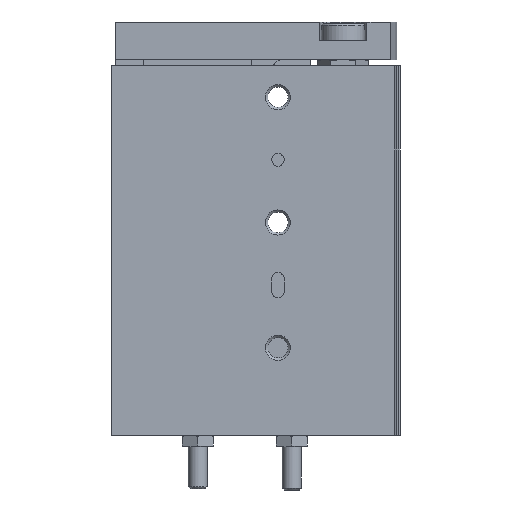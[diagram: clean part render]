
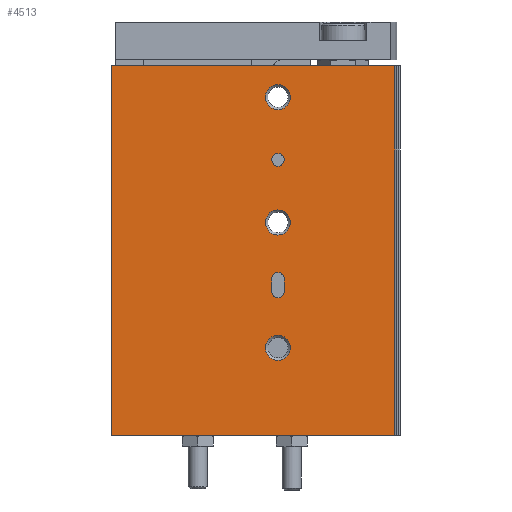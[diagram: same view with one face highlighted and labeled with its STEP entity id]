
A CAD part, front view. The second image highlights one B-rep face of the part: STEP entity #4513.
In plain terms, the highlighted planar face has unit normal (0, -1, 0).
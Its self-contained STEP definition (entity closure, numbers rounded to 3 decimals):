
#233=LINE('',#6913,#578);
#234=LINE('',#6917,#579);
#235=LINE('',#6922,#580);
#236=LINE('',#6933,#581);
#237=LINE('',#6935,#582);
#238=LINE('',#6937,#583);
#578=VECTOR('',#5489,1000.);
#579=VECTOR('',#5494,1000.);
#580=VECTOR('',#5497,1000.);
#581=VECTOR('',#5508,1000.);
#582=VECTOR('',#5509,1000.);
#583=VECTOR('',#5510,1000.);
#887=PLANE('',#4872);
#1141=ORIENTED_EDGE('',*,*,#2398,.F.);
#1142=ORIENTED_EDGE('',*,*,#2399,.F.);
#1143=ORIENTED_EDGE('',*,*,#2400,.F.);
#1144=ORIENTED_EDGE('',*,*,#2401,.F.);
#1145=ORIENTED_EDGE('',*,*,#2402,.F.);
#1146=ORIENTED_EDGE('',*,*,#2403,.F.);
#1147=ORIENTED_EDGE('',*,*,#2404,.F.);
#1148=ORIENTED_EDGE('',*,*,#2405,.F.);
#1149=ORIENTED_EDGE('',*,*,#2406,.T.);
#1150=ORIENTED_EDGE('',*,*,#2407,.F.);
#1151=ORIENTED_EDGE('',*,*,#2408,.F.);
#1152=ORIENTED_EDGE('',*,*,#2396,.T.);
#2396=EDGE_CURVE('',#3014,#3013,#233,.T.);
#2398=EDGE_CURVE('',#3015,#3016,#234,.T.);
#2399=EDGE_CURVE('',#3017,#3015,#3420,.F.);
#2400=EDGE_CURVE('',#3018,#3017,#235,.T.);
#2401=EDGE_CURVE('',#3016,#3018,#3421,.F.);
#2402=EDGE_CURVE('',#3019,#3019,#3422,.F.);
#2403=EDGE_CURVE('',#3020,#3020,#3423,.T.);
#2404=EDGE_CURVE('',#3021,#3021,#3424,.T.);
#2405=EDGE_CURVE('',#3022,#3022,#3425,.T.);
#2406=EDGE_CURVE('',#3013,#3023,#236,.T.);
#2407=EDGE_CURVE('',#3024,#3023,#237,.T.);
#2408=EDGE_CURVE('',#3014,#3024,#238,.T.);
#3013=VERTEX_POINT('',#6912);
#3014=VERTEX_POINT('',#6914);
#3015=VERTEX_POINT('',#6918);
#3016=VERTEX_POINT('',#6919);
#3017=VERTEX_POINT('',#6921);
#3018=VERTEX_POINT('',#6923);
#3019=VERTEX_POINT('',#6926);
#3020=VERTEX_POINT('',#6928);
#3021=VERTEX_POINT('',#6930);
#3022=VERTEX_POINT('',#6932);
#3023=VERTEX_POINT('',#6934);
#3024=VERTEX_POINT('',#6936);
#3420=CIRCLE('',#4873,1.);
#3421=CIRCLE('',#4874,1.);
#3422=CIRCLE('',#4875,1.);
#3423=CIRCLE('',#4876,2.);
#3424=CIRCLE('',#4877,2.);
#3425=CIRCLE('',#4878,2.);
#3625=EDGE_LOOP('',(#1141,#1142,#1143,#1144));
#3626=EDGE_LOOP('',(#1145));
#3627=EDGE_LOOP('',(#1146));
#3628=EDGE_LOOP('',(#1147));
#3629=EDGE_LOOP('',(#1148));
#3630=EDGE_LOOP('',(#1149,#1150,#1151,#1152));
#4034=FACE_BOUND('',#3625,.T.);
#4035=FACE_BOUND('',#3626,.T.);
#4036=FACE_BOUND('',#3627,.T.);
#4037=FACE_BOUND('',#3628,.T.);
#4038=FACE_BOUND('',#3629,.T.);
#4039=FACE_BOUND('',#3630,.T.);
#4513=ADVANCED_FACE('',(#4034,#4035,#4036,#4037,#4038,#4039),#887,.F.);
#4872=AXIS2_PLACEMENT_3D('',#6916,#5492,#5493);
#4873=AXIS2_PLACEMENT_3D('',#6920,#5495,#5496);
#4874=AXIS2_PLACEMENT_3D('',#6924,#5498,#5499);
#4875=AXIS2_PLACEMENT_3D('',#6925,#5500,#5501);
#4876=AXIS2_PLACEMENT_3D('',#6927,#5502,#5503);
#4877=AXIS2_PLACEMENT_3D('',#6929,#5504,#5505);
#4878=AXIS2_PLACEMENT_3D('',#6931,#5506,#5507);
#5489=DIRECTION('',(-1.,0.,0.));
#5492=DIRECTION('',(0.,1.,0.));
#5493=DIRECTION('',(0.,0.,1.));
#5494=DIRECTION('',(1.,0.,0.));
#5495=DIRECTION('',(0.,1.,0.));
#5496=DIRECTION('',(0.,0.,1.));
#5497=DIRECTION('',(-1.,0.,0.));
#5498=DIRECTION('',(0.,1.,0.));
#5499=DIRECTION('',(0.,0.,1.));
#5500=DIRECTION('',(0.,1.,0.));
#5501=DIRECTION('',(0.,0.,1.));
#5502=DIRECTION('',(0.,-1.,0.));
#5503=DIRECTION('',(0.,0.,-1.));
#5504=DIRECTION('',(0.,-1.,0.));
#5505=DIRECTION('',(0.,0.,-1.));
#5506=DIRECTION('',(0.,-1.,0.));
#5507=DIRECTION('',(0.,0.,-1.));
#5508=DIRECTION('',(0.,0.,-1.));
#5509=DIRECTION('',(-1.,0.,0.));
#5510=DIRECTION('',(0.,0.,-1.));
#6912=CARTESIAN_POINT('',(0.,0.,22.114));
#6913=CARTESIAN_POINT('',(59.,0.,22.114));
#6914=CARTESIAN_POINT('',(59.,0.,22.114));
#6916=CARTESIAN_POINT('',(59.,0.,22.114));
#6917=CARTESIAN_POINT('',(59.,0.,2.5));
#6918=CARTESIAN_POINT('',(34.,0.,2.5));
#6919=CARTESIAN_POINT('',(36.,0.,2.5));
#6920=CARTESIAN_POINT('',(34.,0.,3.5));
#6921=CARTESIAN_POINT('',(34.,0.,4.5));
#6922=CARTESIAN_POINT('',(59.,0.,4.5));
#6923=CARTESIAN_POINT('',(36.,0.,4.5));
#6924=CARTESIAN_POINT('',(36.,0.,3.5));
#6925=CARTESIAN_POINT('',(15.,0.,3.5));
#6926=CARTESIAN_POINT('',(15.,0.,4.5));
#6927=CARTESIAN_POINT('',(25.,0.,3.5));
#6928=CARTESIAN_POINT('',(25.,0.,1.5));
#6929=CARTESIAN_POINT('',(45.,0.,3.5));
#6930=CARTESIAN_POINT('',(45.,0.,1.5));
#6931=CARTESIAN_POINT('',(5.,0.,3.5));
#6932=CARTESIAN_POINT('',(5.,0.,1.5));
#6933=CARTESIAN_POINT('',(0.,0.,22.114));
#6934=CARTESIAN_POINT('',(0.,0.,-23.));
#6935=CARTESIAN_POINT('',(59.,0.,-23.));
#6936=CARTESIAN_POINT('',(59.,0.,-23.));
#6937=CARTESIAN_POINT('',(59.,0.,22.114));
